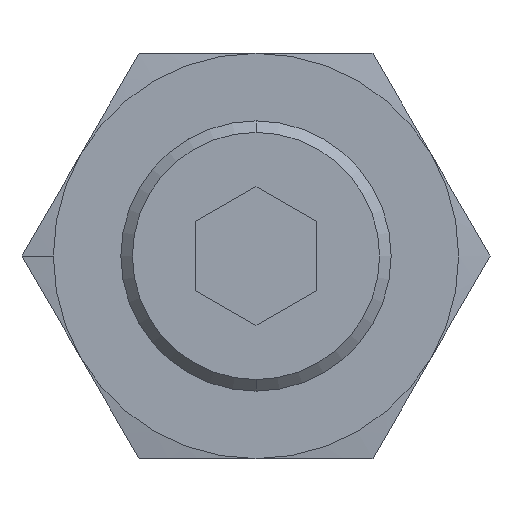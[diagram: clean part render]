
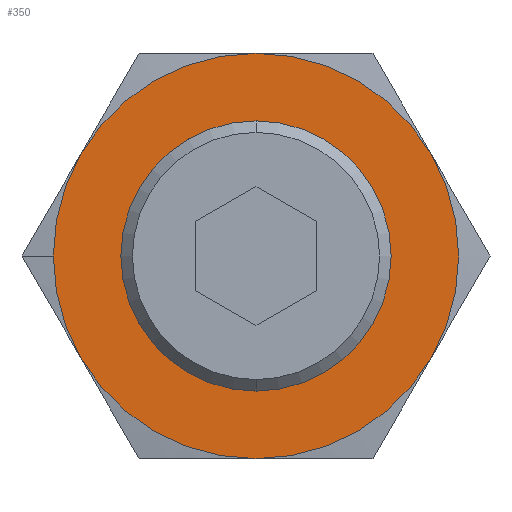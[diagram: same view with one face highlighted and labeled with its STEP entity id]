
A CAD part, front view. The second image highlights one B-rep face of the part: STEP entity #350.
In plain terms, the highlighted planar face has unit normal (0, -1, 0).
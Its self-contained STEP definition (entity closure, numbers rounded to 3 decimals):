
#6 = DIRECTION ( 'NONE',  ( 0., 0., -1. ) ) ;
#9 = DIRECTION ( 'NONE',  ( 0., 1., 0. ) ) ;
#12 = CARTESIAN_POINT ( 'NONE',  ( 0., -11., 0. ) ) ;
#14 = CIRCLE ( 'NONE', #471, 13.5 ) ;
#18 = DIRECTION ( 'NONE',  ( 0., 0., -1. ) ) ;
#24 = DIRECTION ( 'NONE',  ( 0., 1., 0. ) ) ;
#25 = CARTESIAN_POINT ( 'NONE',  ( 0., -11., 0. ) ) ;
#32 = VERTEX_POINT ( 'NONE', #1045 ) ;
#62 = CARTESIAN_POINT ( 'NONE',  ( 0., -11., 0. ) ) ;
#80 = AXIS2_PLACEMENT_3D ( 'NONE', #580, #582, #570 ) ;
#82 = EDGE_LOOP ( 'NONE', ( #890, #1187 ) ) ;
#117 = ORIENTED_EDGE ( 'NONE', *, *, #860, .F. ) ;
#174 = VERTEX_POINT ( 'NONE', #868 ) ;
#178 = CIRCLE ( 'NONE', #508, 13.5 ) ;
#189 = VERTEX_POINT ( 'NONE', #863 ) ;
#253 = CARTESIAN_POINT ( 'NONE',  ( 0., -11., 0. ) ) ;
#277 = DIRECTION ( 'NONE',  ( 0., 0., -1. ) ) ;
#293 = CIRCLE ( 'NONE', #424, 13.5 ) ;
#299 = ORIENTED_EDGE ( 'NONE', *, *, #994, .F. ) ;
#303 = CARTESIAN_POINT ( 'NONE',  ( 0., -11., 13.5 ) ) ;
#304 = DIRECTION ( 'NONE',  ( 0., 0., -1. ) ) ;
#309 = DIRECTION ( 'NONE',  ( 0., -1., 0. ) ) ;
#310 = CARTESIAN_POINT ( 'NONE',  ( 0., -11., 0. ) ) ;
#311 = DIRECTION ( 'NONE',  ( 0., 1., 0. ) ) ;
#329 = CARTESIAN_POINT ( 'NONE',  ( 0., -11., 9. ) ) ;
#350 = ADVANCED_FACE ( 'NONE', ( #1191, #1038 ), #574, .T. ) ;
#365 = VERTEX_POINT ( 'NONE', #565 ) ;
#367 = CARTESIAN_POINT ( 'NONE',  ( 0., -11., -9. ) ) ;
#375 = VERTEX_POINT ( 'NONE', #562 ) ;
#400 = AXIS2_PLACEMENT_3D ( 'NONE', #622, #1241, #1199 ) ;
#424 = AXIS2_PLACEMENT_3D ( 'NONE', #1281, #993, #511 ) ;
#471 = AXIS2_PLACEMENT_3D ( 'NONE', #1178, #1237, #914 ) ;
#493 = CIRCLE ( 'NONE', #400, 9. ) ;
#508 = AXIS2_PLACEMENT_3D ( 'NONE', #253, #311, #277 ) ;
#511 = DIRECTION ( 'NONE',  ( 0., 0., -1. ) ) ;
#513 = EDGE_LOOP ( 'NONE', ( #688, #1042, #686, #117, #965, #1243, #299 ) ) ;
#562 = CARTESIAN_POINT ( 'NONE',  ( 0., -11., -13.5 ) ) ;
#565 = CARTESIAN_POINT ( 'NONE',  ( 11.691, -11., -6.75 ) ) ;
#569 = VERTEX_POINT ( 'NONE', #367 ) ;
#570 = DIRECTION ( 'NONE',  ( 0., 0., -1. ) ) ;
#574 = PLANE ( 'NONE',  #80 ) ;
#580 = CARTESIAN_POINT ( 'NONE',  ( 0., -11., 0. ) ) ;
#582 = DIRECTION ( 'NONE',  ( 0., -1., 0. ) ) ;
#620 = VERTEX_POINT ( 'NONE', #329 ) ;
#622 = CARTESIAN_POINT ( 'NONE',  ( 0., -11., 0. ) ) ;
#625 = EDGE_CURVE ( 'NONE', #620, #569, #1144, .T. ) ;
#643 = AXIS2_PLACEMENT_3D ( 'NONE', #1003, #971, #1152 ) ;
#686 = ORIENTED_EDGE ( 'NONE', *, *, #847, .F. ) ;
#687 = AXIS2_PLACEMENT_3D ( 'NONE', #62, #1002, #747 ) ;
#688 = ORIENTED_EDGE ( 'NONE', *, *, #831, .F. ) ;
#691 = AXIS2_PLACEMENT_3D ( 'NONE', #12, #9, #6 ) ;
#728 = AXIS2_PLACEMENT_3D ( 'NONE', #310, #309, #304 ) ;
#747 = DIRECTION ( 'NONE',  ( 0., 0., -1. ) ) ;
#796 = AXIS2_PLACEMENT_3D ( 'NONE', #25, #24, #18 ) ;
#831 = EDGE_CURVE ( 'NONE', #375, #1103, #1040, .T. ) ;
#845 = EDGE_CURVE ( 'NONE', #365, #375, #1209, .T. ) ;
#847 = EDGE_CURVE ( 'NONE', #32, #365, #1135, .T. ) ;
#860 = EDGE_CURVE ( 'NONE', #1044, #32, #1240, .T. ) ;
#863 = CARTESIAN_POINT ( 'NONE',  ( -13.5, -11., 0. ) ) ;
#868 = CARTESIAN_POINT ( 'NONE',  ( -11.691, -11., 6.75 ) ) ;
#880 = EDGE_CURVE ( 'NONE', #174, #1044, #14, .T. ) ;
#884 = EDGE_CURVE ( 'NONE', #189, #174, #293, .T. ) ;
#890 = ORIENTED_EDGE ( 'NONE', *, *, #897, .F. ) ;
#897 = EDGE_CURVE ( 'NONE', #569, #620, #493, .T. ) ;
#914 = DIRECTION ( 'NONE',  ( -1., 0., 0. ) ) ;
#965 = ORIENTED_EDGE ( 'NONE', *, *, #880, .F. ) ;
#971 = DIRECTION ( 'NONE',  ( 0., 1., 0. ) ) ;
#993 = DIRECTION ( 'NONE',  ( 0., 1., 0. ) ) ;
#994 = EDGE_CURVE ( 'NONE', #1103, #189, #178, .T. ) ;
#1002 = DIRECTION ( 'NONE',  ( 0., 1., 0. ) ) ;
#1003 = CARTESIAN_POINT ( 'NONE',  ( 0., -11., 0. ) ) ;
#1038 = FACE_BOUND ( 'NONE', #82, .T. ) ;
#1040 = CIRCLE ( 'NONE', #796, 13.5 ) ;
#1042 = ORIENTED_EDGE ( 'NONE', *, *, #845, .F. ) ;
#1044 = VERTEX_POINT ( 'NONE', #303 ) ;
#1045 = CARTESIAN_POINT ( 'NONE',  ( 11.691, -11., 6.75 ) ) ;
#1103 = VERTEX_POINT ( 'NONE', #1188 ) ;
#1135 = CIRCLE ( 'NONE', #687, 13.5 ) ;
#1144 = CIRCLE ( 'NONE', #728, 9. ) ;
#1152 = DIRECTION ( 'NONE',  ( 0., 0., -1. ) ) ;
#1178 = CARTESIAN_POINT ( 'NONE',  ( 0., -11., 0. ) ) ;
#1187 = ORIENTED_EDGE ( 'NONE', *, *, #625, .F. ) ;
#1188 = CARTESIAN_POINT ( 'NONE',  ( -11.691, -11., -6.75 ) ) ;
#1191 = FACE_OUTER_BOUND ( 'NONE', #513, .T. ) ;
#1199 = DIRECTION ( 'NONE',  ( 0., 0., -1. ) ) ;
#1209 = CIRCLE ( 'NONE', #691, 13.5 ) ;
#1237 = DIRECTION ( 'NONE',  ( 0., 1., 0. ) ) ;
#1240 = CIRCLE ( 'NONE', #643, 13.5 ) ;
#1241 = DIRECTION ( 'NONE',  ( 0., -1., 0. ) ) ;
#1243 = ORIENTED_EDGE ( 'NONE', *, *, #884, .F. ) ;
#1281 = CARTESIAN_POINT ( 'NONE',  ( 0., -11., 0. ) ) ;
